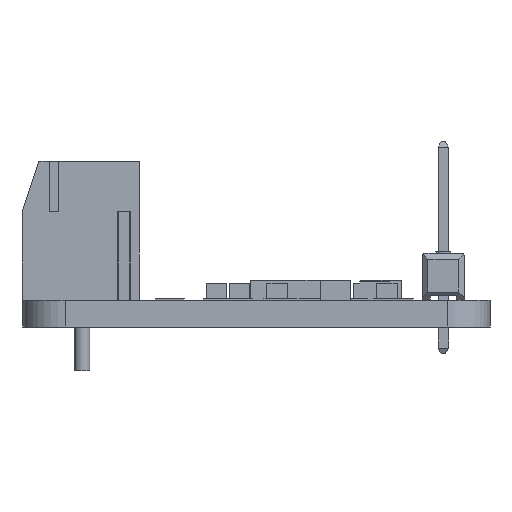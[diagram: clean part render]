
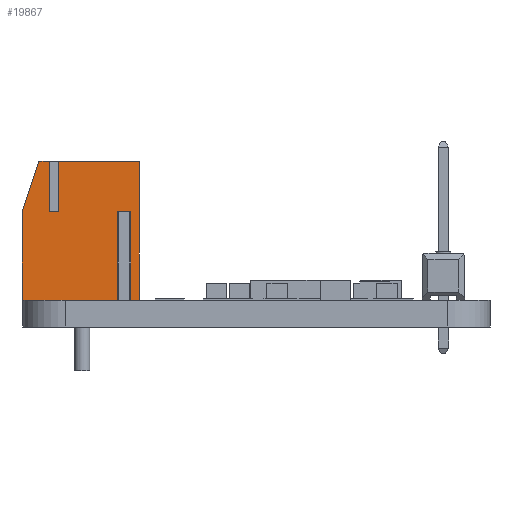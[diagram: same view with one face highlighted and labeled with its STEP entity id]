
A CAD part, left-side view. The second image highlights one B-rep face of the part: STEP entity #19867.
In plain terms, the highlighted face is planar.
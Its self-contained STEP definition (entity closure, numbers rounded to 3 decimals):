
#3721=ORIENTED_EDGE('',*,*,#6041,.T.);
#3722=ORIENTED_EDGE('',*,*,#6042,.T.);
#3723=ORIENTED_EDGE('',*,*,#6043,.T.);
#3724=ORIENTED_EDGE('',*,*,#6044,.T.);
#3725=ORIENTED_EDGE('',*,*,#6045,.T.);
#3726=ORIENTED_EDGE('',*,*,#6046,.T.);
#3727=ORIENTED_EDGE('',*,*,#6039,.F.);
#3728=ORIENTED_EDGE('',*,*,#6047,.T.);
#3729=ORIENTED_EDGE('',*,*,#6048,.T.);
#3730=ORIENTED_EDGE('',*,*,#6049,.T.);
#3731=ORIENTED_EDGE('',*,*,#6033,.F.);
#3732=ORIENTED_EDGE('',*,*,#6015,.F.);
#3733=ORIENTED_EDGE('',*,*,#6050,.T.);
#6015=EDGE_CURVE('',#7464,#7461,#9210,.F.);
#6033=EDGE_CURVE('',#7461,#7480,#9226,.F.);
#6039=EDGE_CURVE('',#7485,#7486,#9230,.F.);
#6041=EDGE_CURVE('',#7487,#7488,#9232,.F.);
#6042=EDGE_CURVE('',#7488,#7489,#9233,.F.);
#6043=EDGE_CURVE('',#7489,#7490,#9234,.T.);
#6044=EDGE_CURVE('',#7490,#7491,#9235,.F.);
#6045=EDGE_CURVE('',#7491,#7492,#9236,.T.);
#6046=EDGE_CURVE('',#7492,#7486,#9237,.F.);
#6047=EDGE_CURVE('',#7485,#7493,#9238,.T.);
#6048=EDGE_CURVE('',#7493,#7494,#9239,.T.);
#6049=EDGE_CURVE('',#7494,#7480,#9240,.F.);
#6050=EDGE_CURVE('',#7464,#7487,#9241,.F.);
#7461=VERTEX_POINT('',#28159);
#7464=VERTEX_POINT('',#28164);
#7480=VERTEX_POINT('',#28201);
#7485=VERTEX_POINT('',#28211);
#7486=VERTEX_POINT('',#28213);
#7487=VERTEX_POINT('',#28217);
#7488=VERTEX_POINT('',#28218);
#7489=VERTEX_POINT('',#28220);
#7490=VERTEX_POINT('',#28222);
#7491=VERTEX_POINT('',#28224);
#7492=VERTEX_POINT('',#28226);
#7493=VERTEX_POINT('',#28229);
#7494=VERTEX_POINT('',#28231);
#9210=LINE('',#28165,#11015);
#9226=LINE('',#28200,#11031);
#9230=LINE('',#28212,#11035);
#9232=LINE('',#28216,#11037);
#9233=LINE('',#28219,#11038);
#9234=LINE('',#28221,#11039);
#9235=LINE('',#28223,#11040);
#9236=LINE('',#28225,#11041);
#9237=LINE('',#28227,#11042);
#9238=LINE('',#28228,#11043);
#9239=LINE('',#28230,#11044);
#9240=LINE('',#28232,#11045);
#9241=LINE('',#28233,#11046);
#11015=VECTOR('',#24085,1000.);
#11031=VECTOR('',#24109,1000.);
#11035=VECTOR('',#24117,1000.);
#11037=VECTOR('',#24121,1000.);
#11038=VECTOR('',#24122,1000.);
#11039=VECTOR('',#24123,1000.);
#11040=VECTOR('',#24124,1000.);
#11041=VECTOR('',#24125,1000.);
#11042=VECTOR('',#24126,1000.);
#11043=VECTOR('',#24127,1000.);
#11044=VECTOR('',#24128,1000.);
#11045=VECTOR('',#24129,1000.);
#11046=VECTOR('',#24130,1000.);
#12066=EDGE_LOOP('',(#3721,#3722,#3723,#3724,#3725,#3726,#3727,#3728,#3729,
#3730,#3731,#3732,#3733));
#12983=FACE_BOUND('',#12066,.T.);
#13708=PLANE('',#20802);
#19867=ADVANCED_FACE('',(#12983),#13708,.T.);
#20802=AXIS2_PLACEMENT_3D('',#28215,#24119,#24120);
#24085=DIRECTION('',(0.,1.,0.));
#24109=DIRECTION('',(0.,0.,-1.));
#24117=DIRECTION('',(0.,0.,-1.));
#24119=DIRECTION('',(1.,0.,0.));
#24120=DIRECTION('',(0.,0.,-1.));
#24121=DIRECTION('',(0.,1.,0.));
#24122=DIRECTION('',(0.,0.,-1.));
#24123=DIRECTION('',(0.,1.,0.));
#24124=DIRECTION('',(0.,0.,-1.));
#24125=DIRECTION('',(0.,-0.949,0.316));
#24126=DIRECTION('',(0.,1.,0.));
#24127=DIRECTION('',(0.,1.,0.));
#24128=DIRECTION('',(0.,0.,-1.));
#24129=DIRECTION('',(0.,1.,0.));
#24130=DIRECTION('',(0.,0.,-1.));
#28159=CARTESIAN_POINT('',(3.5,-2.,-7.));
#28164=CARTESIAN_POINT('',(3.5,6.3,-7.));
#28165=CARTESIAN_POINT('',(3.5,-2.,-7.));
#28200=CARTESIAN_POINT('',(3.5,-2.,0.));
#28201=CARTESIAN_POINT('',(3.5,-2.,-6.349));
#28211=CARTESIAN_POINT('',(3.5,-2.,-5.849));
#28212=CARTESIAN_POINT('',(3.5,-2.,0.));
#28213=CARTESIAN_POINT('',(3.5,-2.,0.));
#28215=CARTESIAN_POINT('',(3.5,0.,0.));
#28216=CARTESIAN_POINT('',(3.5,0.,-2.154));
#28217=CARTESIAN_POINT('',(3.5,6.3,-2.154));
#28218=CARTESIAN_POINT('',(3.5,3.3,-2.154));
#28219=CARTESIAN_POINT('',(3.5,3.3,0.));
#28220=CARTESIAN_POINT('',(3.5,3.3,-1.644));
#28221=CARTESIAN_POINT('',(3.5,0.,-1.644));
#28222=CARTESIAN_POINT('',(3.5,6.3,-1.644));
#28223=CARTESIAN_POINT('',(3.5,6.3,0.));
#28224=CARTESIAN_POINT('',(3.5,6.3,-1.));
#28225=CARTESIAN_POINT('',(3.5,6.3,-1.));
#28226=CARTESIAN_POINT('',(3.5,3.3,0.));
#28227=CARTESIAN_POINT('',(3.5,0.,0.));
#28228=CARTESIAN_POINT('',(3.5,0.,-5.849));
#28229=CARTESIAN_POINT('',(3.5,3.3,-5.849));
#28230=CARTESIAN_POINT('',(3.5,3.3,0.));
#28231=CARTESIAN_POINT('',(3.5,3.3,-6.349));
#28232=CARTESIAN_POINT('',(3.5,0.,-6.349));
#28233=CARTESIAN_POINT('',(3.5,6.3,0.));
